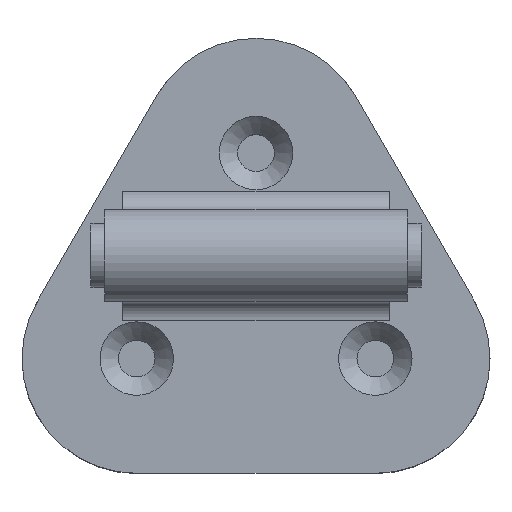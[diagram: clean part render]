
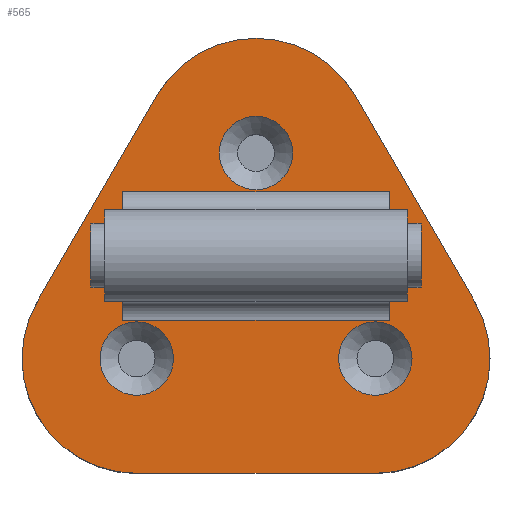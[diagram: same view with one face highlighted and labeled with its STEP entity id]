
A CAD part, top view. The second image highlights one B-rep face of the part: STEP entity #565.
In plain terms, the highlighted planar face has unit normal (0, 0, 1).
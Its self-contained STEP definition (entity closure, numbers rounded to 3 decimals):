
#26=FACE_BOUND('',#130,.T.);
#27=FACE_BOUND('',#131,.T.);
#28=FACE_BOUND('',#132,.T.);
#29=FACE_BOUND('',#133,.T.);
#59=PLANE('',#654);
#88=FACE_OUTER_BOUND('',#129,.T.);
#129=EDGE_LOOP('',(#460,#461,#462,#463,#464,#465));
#130=EDGE_LOOP('',(#466,#467,#468,#469));
#131=EDGE_LOOP('',(#470));
#132=EDGE_LOOP('',(#471));
#133=EDGE_LOOP('',(#472));
#153=LINE('',#909,#191);
#158=LINE('',#924,#196);
#164=LINE('',#950,#202);
#165=LINE('',#953,#203);
#170=LINE('',#975,#208);
#171=LINE('',#979,#209);
#172=LINE('',#983,#210);
#191=VECTOR('',#728,10.);
#196=VECTOR('',#741,10.);
#202=VECTOR('',#771,10.);
#203=VECTOR('',#776,10.);
#208=VECTOR('',#803,10.);
#209=VECTOR('',#806,10.);
#210=VECTOR('',#809,10.);
#245=CIRCLE('',#652,4.);
#247=CIRCLE('',#655,12.5);
#248=CIRCLE('',#656,12.5);
#249=CIRCLE('',#657,12.5);
#250=CIRCLE('',#658,4.);
#251=CIRCLE('',#659,4.);
#266=VERTEX_POINT('',#902);
#269=VERTEX_POINT('',#907);
#272=VERTEX_POINT('',#917);
#275=VERTEX_POINT('',#922);
#286=VERTEX_POINT('',#967);
#288=VERTEX_POINT('',#973);
#289=VERTEX_POINT('',#974);
#290=VERTEX_POINT('',#976);
#291=VERTEX_POINT('',#978);
#292=VERTEX_POINT('',#980);
#293=VERTEX_POINT('',#982);
#294=VERTEX_POINT('',#985);
#295=VERTEX_POINT('',#987);
#319=EDGE_CURVE('',#269,#266,#153,.T.);
#326=EDGE_CURVE('',#275,#272,#158,.T.);
#338=EDGE_CURVE('',#275,#266,#164,.T.);
#340=EDGE_CURVE('',#269,#272,#165,.T.);
#347=EDGE_CURVE('',#286,#286,#245,.T.);
#350=EDGE_CURVE('',#288,#289,#170,.T.);
#351=EDGE_CURVE('',#289,#290,#247,.T.);
#352=EDGE_CURVE('',#290,#291,#171,.T.);
#353=EDGE_CURVE('',#291,#292,#248,.T.);
#354=EDGE_CURVE('',#292,#293,#172,.T.);
#355=EDGE_CURVE('',#293,#288,#249,.T.);
#356=EDGE_CURVE('',#294,#294,#250,.T.);
#357=EDGE_CURVE('',#295,#295,#251,.T.);
#460=ORIENTED_EDGE('',*,*,#350,.T.);
#461=ORIENTED_EDGE('',*,*,#351,.T.);
#462=ORIENTED_EDGE('',*,*,#352,.T.);
#463=ORIENTED_EDGE('',*,*,#353,.T.);
#464=ORIENTED_EDGE('',*,*,#354,.T.);
#465=ORIENTED_EDGE('',*,*,#355,.T.);
#466=ORIENTED_EDGE('',*,*,#340,.T.);
#467=ORIENTED_EDGE('',*,*,#326,.F.);
#468=ORIENTED_EDGE('',*,*,#338,.T.);
#469=ORIENTED_EDGE('',*,*,#319,.F.);
#470=ORIENTED_EDGE('',*,*,#356,.F.);
#471=ORIENTED_EDGE('',*,*,#357,.F.);
#472=ORIENTED_EDGE('',*,*,#347,.F.);
#565=ADVANCED_FACE('',(#88,#26,#27,#28,#29),#59,.T.);
#652=AXIS2_PLACEMENT_3D('',#968,#796,#797);
#654=AXIS2_PLACEMENT_3D('',#972,#801,#802);
#655=AXIS2_PLACEMENT_3D('',#977,#804,#805);
#656=AXIS2_PLACEMENT_3D('',#981,#807,#808);
#657=AXIS2_PLACEMENT_3D('',#984,#810,#811);
#658=AXIS2_PLACEMENT_3D('',#986,#812,#813);
#659=AXIS2_PLACEMENT_3D('',#988,#814,#815);
#728=DIRECTION('',(1.,0.,0.));
#741=DIRECTION('',(-1.,0.,0.));
#771=DIRECTION('',(0.,-1.,0.));
#776=DIRECTION('',(0.,1.,0.));
#796=DIRECTION('center_axis',(0.,0.,1.));
#797=DIRECTION('ref_axis',(-1.,0.,0.));
#801=DIRECTION('center_axis',(0.,0.,1.));
#802=DIRECTION('ref_axis',(-1.,0.,0.));
#803=DIRECTION('',(-0.502,0.865,0.));
#804=DIRECTION('center_axis',(0.,0.,1.));
#805=DIRECTION('ref_axis',(0.865,0.502,0.));
#806=DIRECTION('',(-0.502,-0.865,0.));
#807=DIRECTION('center_axis',(0.,0.,1.));
#808=DIRECTION('ref_axis',(-0.865,0.502,0.));
#809=DIRECTION('',(1.,0.,0.));
#810=DIRECTION('center_axis',(0.,0.,1.));
#811=DIRECTION('ref_axis',(0.,-1.,0.));
#812=DIRECTION('center_axis',(0.,0.,1.));
#813=DIRECTION('ref_axis',(-1.,0.,0.));
#814=DIRECTION('center_axis',(0.,0.,1.));
#815=DIRECTION('ref_axis',(-1.,0.,0.));
#902=CARTESIAN_POINT('',(27.5,4.2,24.));
#907=CARTESIAN_POINT('',(-1.5,4.2,24.));
#909=CARTESIAN_POINT('',(4.75,4.2,24.));
#917=CARTESIAN_POINT('',(-1.5,18.2,24.));
#922=CARTESIAN_POINT('',(27.5,18.2,24.));
#924=CARTESIAN_POINT('',(21.25,18.2,24.));
#950=CARTESIAN_POINT('',(27.5,6.2,24.));
#953=CARTESIAN_POINT('',(-1.5,16.2,24.));
#967=CARTESIAN_POINT('',(17.,22.4,24.));
#968=CARTESIAN_POINT('Origin',(13.,22.4,24.));
#972=CARTESIAN_POINT('Origin',(13.,11.2,24.));
#973=CARTESIAN_POINT('',(36.811,6.274,24.));
#974=CARTESIAN_POINT('',(23.811,28.674,24.));
#975=CARTESIAN_POINT('',(36.811,6.274,24.));
#976=CARTESIAN_POINT('',(2.189,28.674,24.));
#977=CARTESIAN_POINT('Origin',(13.,22.4,24.));
#978=CARTESIAN_POINT('',(-10.811,6.274,24.));
#979=CARTESIAN_POINT('',(2.189,28.674,24.));
#980=CARTESIAN_POINT('',(0.,-12.5,24.));
#981=CARTESIAN_POINT('Origin',(0.,0.,
24.));
#982=CARTESIAN_POINT('',(26.,-12.5,24.));
#983=CARTESIAN_POINT('',(0.,-12.5,24.));
#984=CARTESIAN_POINT('Origin',(26.,0.,24.));
#985=CARTESIAN_POINT('',(4.,0.,24.));
#986=CARTESIAN_POINT('Origin',(0.,0.,24.));
#987=CARTESIAN_POINT('',(30.,0.,24.));
#988=CARTESIAN_POINT('Origin',(26.,0.,24.));
